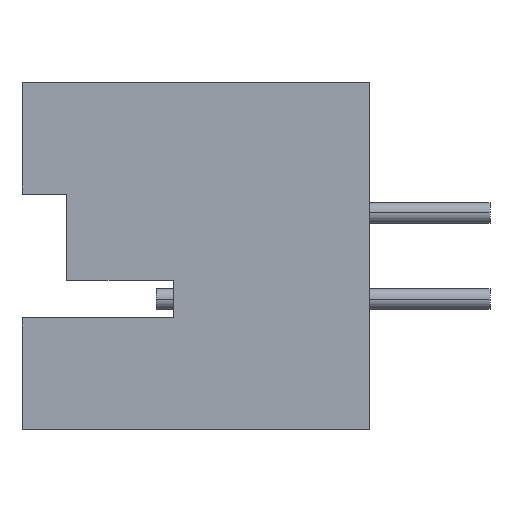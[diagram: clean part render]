
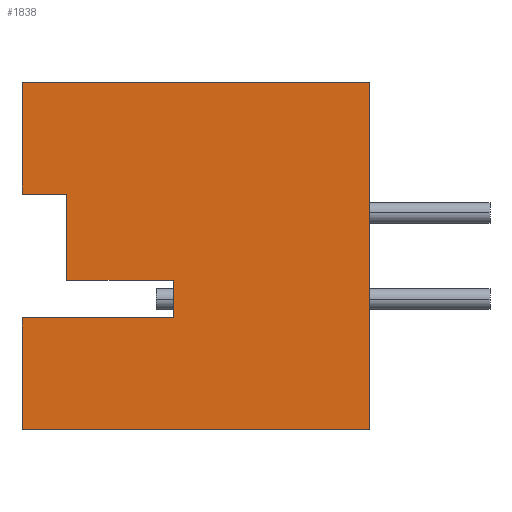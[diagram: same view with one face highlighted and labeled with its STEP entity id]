
A CAD part, left-side view. The second image highlights one B-rep face of the part: STEP entity #1838.
In plain terms, the highlighted planar face has unit normal (-1, 0, 0).
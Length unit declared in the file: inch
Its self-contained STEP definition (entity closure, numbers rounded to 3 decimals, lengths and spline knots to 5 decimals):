
#6 = EDGE_CURVE ( 'NONE', #7342, #818, #5995, .T. ) ;
#12 = VERTEX_POINT ( 'NONE', #2073 ) ;
#62 = CARTESIAN_POINT ( 'NONE',  ( -0.49213, 0.39764, -0.07087 ) ) ;
#114 = CARTESIAN_POINT ( 'NONE',  ( -0.49213, 0., -0.19882 ) ) ;
#208 = VECTOR ( 'NONE', #7948, 39.37008 ) ;
#296 = CARTESIAN_POINT ( 'NONE',  ( -0.49213, 0., 0.19882 ) ) ;
#308 = VECTOR ( 'NONE', #3219, 39.37008 ) ;
#464 = VECTOR ( 'NONE', #1346, 39.37008 ) ;
#693 = LINE ( 'NONE', #4867, #208 ) ;
#818 = VERTEX_POINT ( 'NONE', #6066 ) ;
#1000 = DIRECTION ( 'NONE',  ( 0., 0., 1. ) ) ;
#1125 = CARTESIAN_POINT ( 'NONE',  ( -0.49213, 0., -0.19882 ) ) ;
#1130 = ORIENTED_EDGE ( 'NONE', *, *, #6376, .F. ) ;
#1338 = CARTESIAN_POINT ( 'NONE',  ( -0.49213, 0.22441, -0.07087 ) ) ;
#1346 = DIRECTION ( 'NONE',  ( 0., -1., 0. ) ) ;
#1476 = ORIENTED_EDGE ( 'NONE', *, *, #6018, .T. ) ;
#1532 = EDGE_CURVE ( 'NONE', #5650, #4332, #3256, .T. ) ;
#1553 = VECTOR ( 'NONE', #1000, 39.37008 ) ;
#1572 = VECTOR ( 'NONE', #2981, 39.37008 ) ;
#1621 = VECTOR ( 'NONE', #4466, 39.37008 ) ;
#1626 = EDGE_CURVE ( 'NONE', #7656, #818, #7496, .T. ) ;
#1641 = ORIENTED_EDGE ( 'NONE', *, *, #6602, .F. ) ;
#1657 = CARTESIAN_POINT ( 'NONE',  ( -0.49213, 0.34646, -0.19882 ) ) ;
#1738 = DIRECTION ( 'NONE',  ( 0., 0., 1. ) ) ;
#1838 = ADVANCED_FACE ( 'NONE', ( #2191 ), #6239, .F. ) ;
#1884 = CARTESIAN_POINT ( 'NONE',  ( -0.49213, 0.39764, -0.19882 ) ) ;
#2027 = VECTOR ( 'NONE', #3085, 39.37008 ) ;
#2065 = AXIS2_PLACEMENT_3D ( 'NONE', #114, #3754, #7465 ) ;
#2073 = CARTESIAN_POINT ( 'NONE',  ( -0.49213, 0.39764, -0.19882 ) ) ;
#2191 = FACE_OUTER_BOUND ( 'NONE', #6440, .T. ) ;
#2238 = CARTESIAN_POINT ( 'NONE',  ( -0.49213, 0.22441, -0.02756 ) ) ;
#2981 = DIRECTION ( 'NONE',  ( 0., -1., 0. ) ) ;
#3040 = VERTEX_POINT ( 'NONE', #8073 ) ;
#3044 = CARTESIAN_POINT ( 'NONE',  ( -0.49213, 0., -0.19882 ) ) ;
#3056 = DIRECTION ( 'NONE',  ( 0., 0., 1. ) ) ;
#3085 = DIRECTION ( 'NONE',  ( 0., 0., 1. ) ) ;
#3180 = LINE ( 'NONE', #1657, #1553 ) ;
#3219 = DIRECTION ( 'NONE',  ( 0., 1., 0. ) ) ;
#3244 = CARTESIAN_POINT ( 'NONE',  ( -0.49213, 0., -0.19882 ) ) ;
#3256 = LINE ( 'NONE', #6982, #464 ) ;
#3319 = ORIENTED_EDGE ( 'NONE', *, *, #6, .T. ) ;
#3361 = LINE ( 'NONE', #1125, #3463 ) ;
#3395 = LINE ( 'NONE', #6708, #1572 ) ;
#3463 = VECTOR ( 'NONE', #1738, 39.37008 ) ;
#3567 = LINE ( 'NONE', #3244, #308 ) ;
#3699 = CARTESIAN_POINT ( 'NONE',  ( -0.49213, 0.34646, 0.07087 ) ) ;
#3715 = CARTESIAN_POINT ( 'NONE',  ( -0.49213, 0.39764, 0.19882 ) ) ;
#3754 = DIRECTION ( 'NONE',  ( 1., 0., 0. ) ) ;
#4332 = VERTEX_POINT ( 'NONE', #296 ) ;
#4466 = DIRECTION ( 'NONE',  ( 0., -1., 0. ) ) ;
#4476 = LINE ( 'NONE', #6061, #2027 ) ;
#4520 = CARTESIAN_POINT ( 'NONE',  ( -0.49213, 0., -0.07087 ) ) ;
#4576 = ORIENTED_EDGE ( 'NONE', *, *, #4835, .T. ) ;
#4835 = EDGE_CURVE ( 'NONE', #6856, #4332, #3361, .T. ) ;
#4867 = CARTESIAN_POINT ( 'NONE',  ( -0.49213, 0., -0.02756 ) ) ;
#4882 = ORIENTED_EDGE ( 'NONE', *, *, #6192, .F. ) ;
#5239 = VECTOR ( 'NONE', #5676, 39.37008 ) ;
#5333 = VERTEX_POINT ( 'NONE', #3699 ) ;
#5599 = ORIENTED_EDGE ( 'NONE', *, *, #1626, .F. ) ;
#5650 = VERTEX_POINT ( 'NONE', #3715 ) ;
#5651 = LINE ( 'NONE', #1884, #7324 ) ;
#5676 = DIRECTION ( 'NONE',  ( 0., 0., -1. ) ) ;
#5995 = LINE ( 'NONE', #1338, #5239 ) ;
#6018 = EDGE_CURVE ( 'NONE', #3040, #5333, #3395, .T. ) ;
#6061 = CARTESIAN_POINT ( 'NONE',  ( -0.49213, 0.39764, -0.19882 ) ) ;
#6066 = CARTESIAN_POINT ( 'NONE',  ( -0.49213, 0.22441, -0.07087 ) ) ;
#6192 = EDGE_CURVE ( 'NONE', #12, #7656, #5651, .T. ) ;
#6239 = PLANE ( 'NONE',  #2065 ) ;
#6376 = EDGE_CURVE ( 'NONE', #6856, #12, #3567, .T. ) ;
#6440 = EDGE_LOOP ( 'NONE', ( #1476, #1641, #7679, #3319, #5599, #4882, #1130, #4576, #6960, #6523 ) ) ;
#6523 = ORIENTED_EDGE ( 'NONE', *, *, #8052, .F. ) ;
#6539 = VERTEX_POINT ( 'NONE', #7253 ) ;
#6602 = EDGE_CURVE ( 'NONE', #6539, #5333, #3180, .T. ) ;
#6661 = EDGE_CURVE ( 'NONE', #7342, #6539, #693, .T. ) ;
#6708 = CARTESIAN_POINT ( 'NONE',  ( -0.49213, 0.34646, 0.07087 ) ) ;
#6856 = VERTEX_POINT ( 'NONE', #3044 ) ;
#6960 = ORIENTED_EDGE ( 'NONE', *, *, #1532, .F. ) ;
#6982 = CARTESIAN_POINT ( 'NONE',  ( -0.49213, 0.39764, 0.19882 ) ) ;
#7253 = CARTESIAN_POINT ( 'NONE',  ( -0.49213, 0.34646, -0.02756 ) ) ;
#7324 = VECTOR ( 'NONE', #3056, 39.37008 ) ;
#7342 = VERTEX_POINT ( 'NONE', #2238 ) ;
#7465 = DIRECTION ( 'NONE',  ( 0., 0., -1. ) ) ;
#7496 = LINE ( 'NONE', #4520, #1621 ) ;
#7656 = VERTEX_POINT ( 'NONE', #62 ) ;
#7679 = ORIENTED_EDGE ( 'NONE', *, *, #6661, .F. ) ;
#7948 = DIRECTION ( 'NONE',  ( 0., 1., 0. ) ) ;
#8052 = EDGE_CURVE ( 'NONE', #3040, #5650, #4476, .T. ) ;
#8073 = CARTESIAN_POINT ( 'NONE',  ( -0.49213, 0.39764, 0.07087 ) ) ;
